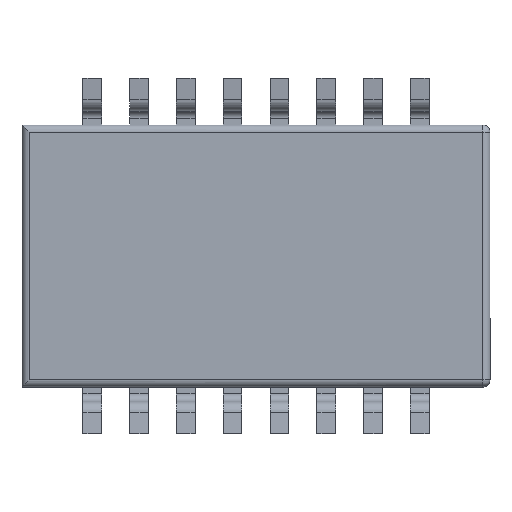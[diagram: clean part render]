
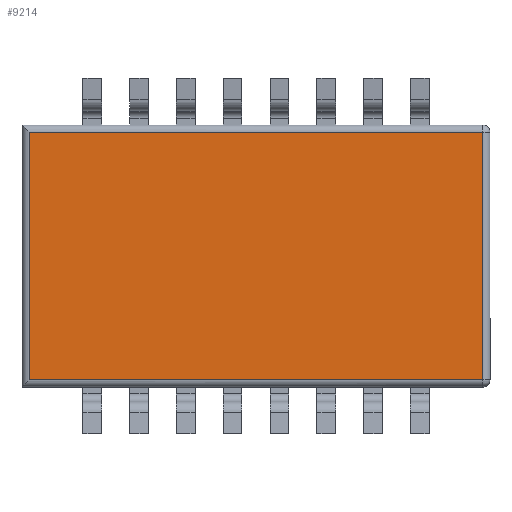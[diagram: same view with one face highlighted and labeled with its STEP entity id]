
A CAD part, top view. The second image highlights one B-rep face of the part: STEP entity #9214.
In plain terms, the highlighted planar face has unit normal (0, 0, 1).
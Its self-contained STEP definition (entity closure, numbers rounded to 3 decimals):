
#146 = ORIENTED_EDGE ( 'NONE', *, *, #11065, .T. ) ;
#171 = VECTOR ( 'NONE', #6195, 1000. ) ;
#247 = LINE ( 'NONE', #4195, #7699 ) ;
#988 = ORIENTED_EDGE ( 'NONE', *, *, #7808, .T. ) ;
#1500 = VECTOR ( 'NONE', #3323, 1000. ) ;
#2364 = VECTOR ( 'NONE', #6655, 1000. ) ;
#2436 = VERTEX_POINT ( 'NONE', #3897 ) ;
#2473 = DIRECTION ( 'NONE',  ( 0., 0., 1. ) ) ;
#2784 = ORIENTED_EDGE ( 'NONE', *, *, #4087, .T. ) ;
#2785 = LINE ( 'NONE', #8440, #2364 ) ;
#3276 = DIRECTION ( 'NONE',  ( 0., 1., 0. ) ) ;
#3323 = DIRECTION ( 'NONE',  ( -1., 0., 0. ) ) ;
#3897 = CARTESIAN_POINT ( 'NONE',  ( 6.15, -3.355, 2.35 ) ) ;
#4087 = EDGE_CURVE ( 'NONE', #4498, #8353, #4777, .T. ) ;
#4195 = CARTESIAN_POINT ( 'NONE',  ( 6.15, 0., 2.35 ) ) ;
#4277 = CARTESIAN_POINT ( 'NONE',  ( 0., 3.355, 2.35 ) ) ;
#4498 = VERTEX_POINT ( 'NONE', #9137 ) ;
#4635 = CARTESIAN_POINT ( 'NONE',  ( -6.15, -3.355, 2.35 ) ) ;
#4777 = LINE ( 'NONE', #4277, #1500 ) ;
#4883 = AXIS2_PLACEMENT_3D ( 'NONE', #11643, #2473, #10762 ) ;
#5163 = EDGE_LOOP ( 'NONE', ( #146, #988, #6025, #2784 ) ) ;
#5277 = FACE_OUTER_BOUND ( 'NONE', #5163, .T. ) ;
#6025 = ORIENTED_EDGE ( 'NONE', *, *, #9977, .T. ) ;
#6195 = DIRECTION ( 'NONE',  ( 1., 0., 0. ) ) ;
#6655 = DIRECTION ( 'NONE',  ( 0., -1., 0. ) ) ;
#7699 = VECTOR ( 'NONE', #3276, 1000. ) ;
#7808 = EDGE_CURVE ( 'NONE', #11350, #2436, #8065, .T. ) ;
#7876 = PLANE ( 'NONE',  #4883 ) ;
#8065 = LINE ( 'NONE', #9732, #171 ) ;
#8353 = VERTEX_POINT ( 'NONE', #10987 ) ;
#8440 = CARTESIAN_POINT ( 'NONE',  ( -6.15, 0., 2.35 ) ) ;
#9137 = CARTESIAN_POINT ( 'NONE',  ( 6.15, 3.355, 2.35 ) ) ;
#9214 = ADVANCED_FACE ( 'NONE', ( #5277 ), #7876, .T. ) ;
#9732 = CARTESIAN_POINT ( 'NONE',  ( 0., -3.355, 2.35 ) ) ;
#9977 = EDGE_CURVE ( 'NONE', #2436, #4498, #247, .T. ) ;
#10762 = DIRECTION ( 'NONE',  ( 1., 0., 0. ) ) ;
#10987 = CARTESIAN_POINT ( 'NONE',  ( -6.15, 3.355, 2.35 ) ) ;
#11065 = EDGE_CURVE ( 'NONE', #8353, #11350, #2785, .T. ) ;
#11350 = VERTEX_POINT ( 'NONE', #4635 ) ;
#11643 = CARTESIAN_POINT ( 'NONE',  ( 0., 0., 2.35 ) ) ;
